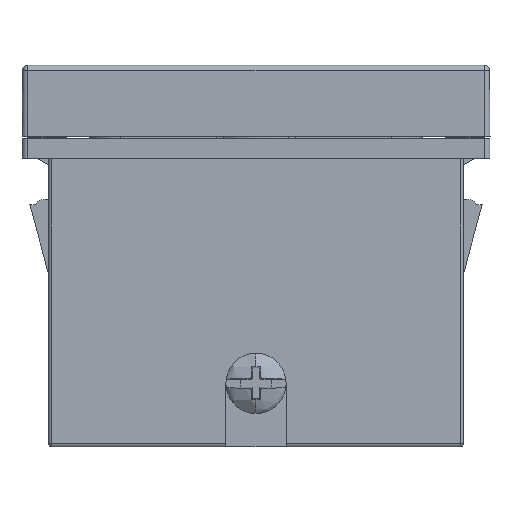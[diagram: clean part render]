
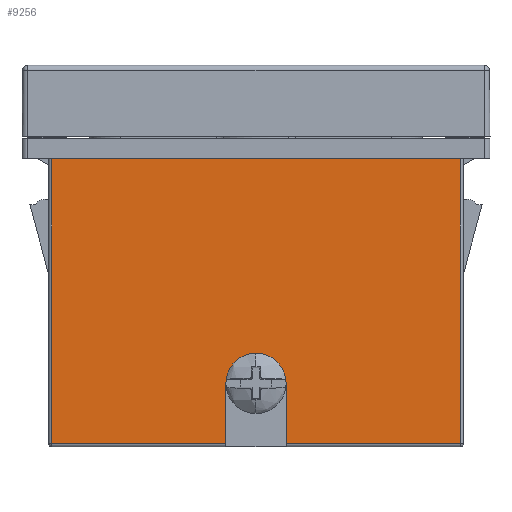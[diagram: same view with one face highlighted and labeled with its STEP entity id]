
A CAD part, left-side view. The second image highlights one B-rep face of the part: STEP entity #9256.
In plain terms, the highlighted planar face has unit normal (-1, 0, 0).
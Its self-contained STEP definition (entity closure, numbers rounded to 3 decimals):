
#214 = ORIENTED_EDGE ( 'NONE', *, *, #4030, .T. ) ;
#416 = CARTESIAN_POINT ( 'NONE',  ( -8.7, -19.95, -27.7 ) ) ;
#449 = DIRECTION ( 'NONE',  ( 1., 0., 0. ) ) ;
#489 = CARTESIAN_POINT ( 'NONE',  ( -8.7, -19.95, -27.7 ) ) ;
#577 = EDGE_CURVE ( 'NONE', #1489, #6044, #2651, .T. ) ;
#642 = CARTESIAN_POINT ( 'NONE',  ( -8.7, -19.65, -28. ) ) ;
#1085 = EDGE_CURVE ( 'NONE', #12923, #1425, #4783, .T. ) ;
#1334 = AXIS2_PLACEMENT_3D ( 'NONE', #10010, #12863, #11862 ) ;
#1425 = VERTEX_POINT ( 'NONE', #6191 ) ;
#1489 = VERTEX_POINT ( 'NONE', #11429 ) ;
#1587 = FACE_OUTER_BOUND ( 'NONE', #9505, .T. ) ;
#2152 = VERTEX_POINT ( 'NONE', #3135 ) ;
#2408 = DIRECTION ( 'NONE',  ( 0., 1., 0. ) ) ;
#2430 = ORIENTED_EDGE ( 'NONE', *, *, #5382, .T. ) ;
#2651 = CIRCLE ( 'NONE', #5215, 2.9 ) ;
#2751 = ORIENTED_EDGE ( 'NONE', *, *, #7329, .T. ) ;
#2804 = LINE ( 'NONE', #13263, #2822 ) ;
#2822 = VECTOR ( 'NONE', #11035, 1000. ) ;
#3077 = VECTOR ( 'NONE', #8671, 1000. ) ;
#3135 = CARTESIAN_POINT ( 'NONE',  ( -8.7, -2.9, -27.7 ) ) ;
#3371 = CARTESIAN_POINT ( 'NONE',  ( -8.7, -19.65, -27.7 ) ) ;
#4030 = EDGE_CURVE ( 'NONE', #4549, #7259, #2804, .T. ) ;
#4109 = CARTESIAN_POINT ( 'NONE',  ( -8.7, 19.65, -0.3 ) ) ;
#4114 = DIRECTION ( 'NONE',  ( 0., 1., 0. ) ) ;
#4251 = LINE ( 'NONE', #416, #5369 ) ;
#4549 = VERTEX_POINT ( 'NONE', #4109 ) ;
#4708 = CARTESIAN_POINT ( 'NONE',  ( -8.7, -19.95, -28. ) ) ;
#4718 = VERTEX_POINT ( 'NONE', #6379 ) ;
#4783 = LINE ( 'NONE', #642, #10292 ) ;
#5003 = VECTOR ( 'NONE', #2408, 1000. ) ;
#5215 = AXIS2_PLACEMENT_3D ( 'NONE', #10535, #9260, #4114 ) ;
#5369 = VECTOR ( 'NONE', #11515, 1000. ) ;
#5382 = EDGE_CURVE ( 'NONE', #4718, #1489, #11874, .T. ) ;
#5485 = ORIENTED_EDGE ( 'NONE', *, *, #12026, .T. ) ;
#5561 = LINE ( 'NONE', #489, #3077 ) ;
#5855 = DIRECTION ( 'NONE',  ( 0., 0., 1. ) ) ;
#5961 = EDGE_CURVE ( 'NONE', #6044, #2152, #6380, .T. ) ;
#6044 = VERTEX_POINT ( 'NONE', #8886 ) ;
#6191 = CARTESIAN_POINT ( 'NONE',  ( -8.7, -19.65, -0.3 ) ) ;
#6379 = CARTESIAN_POINT ( 'NONE',  ( -8.7, 2.9, -21.9 ) ) ;
#6380 = LINE ( 'NONE', #9497, #6871 ) ;
#6390 = ORIENTED_EDGE ( 'NONE', *, *, #7597, .T. ) ;
#6509 = CARTESIAN_POINT ( 'NONE',  ( -8.7, 19.65, -27.7 ) ) ;
#6716 = ORIENTED_EDGE ( 'NONE', *, *, #10187, .T. ) ;
#6871 = VECTOR ( 'NONE', #10504, 1000. ) ;
#7259 = VERTEX_POINT ( 'NONE', #6509 ) ;
#7329 = EDGE_CURVE ( 'NONE', #2152, #12923, #5561, .T. ) ;
#7597 = EDGE_CURVE ( 'NONE', #1425, #4549, #8378, .T. ) ;
#7687 = VERTEX_POINT ( 'NONE', #8519 ) ;
#8378 = LINE ( 'NONE', #9670, #5003 ) ;
#8519 = CARTESIAN_POINT ( 'NONE',  ( -8.7, 2.9, -27.7 ) ) ;
#8671 = DIRECTION ( 'NONE',  ( 0., -1., 0. ) ) ;
#8696 = DIRECTION ( 'NONE',  ( 0., 1., 0. ) ) ;
#8886 = CARTESIAN_POINT ( 'NONE',  ( -8.7, -2.9, -21.9 ) ) ;
#9256 = ADVANCED_FACE ( 'NONE', ( #1587 ), #11894, .F. ) ;
#9260 = DIRECTION ( 'NONE',  ( 1., 0., 0. ) ) ;
#9437 = ORIENTED_EDGE ( 'NONE', *, *, #5961, .T. ) ;
#9497 = CARTESIAN_POINT ( 'NONE',  ( -8.7, -2.9, -28. ) ) ;
#9505 = EDGE_LOOP ( 'NONE', ( #11898, #6390, #214, #5485, #6716, #2430, #12801, #9437, #2751 ) ) ;
#9519 = DIRECTION ( 'NONE',  ( 0., 0., 1. ) ) ;
#9670 = CARTESIAN_POINT ( 'NONE',  ( -8.7, -19.95, -0.3 ) ) ;
#10010 = CARTESIAN_POINT ( 'NONE',  ( -8.7, 0., -21.9 ) ) ;
#10187 = EDGE_CURVE ( 'NONE', #7687, #4718, #11699, .T. ) ;
#10292 = VECTOR ( 'NONE', #5855, 1000. ) ;
#10504 = DIRECTION ( 'NONE',  ( 0., 0., -1. ) ) ;
#10535 = CARTESIAN_POINT ( 'NONE',  ( -8.7, 0., -21.9 ) ) ;
#11035 = DIRECTION ( 'NONE',  ( 0., 0., -1. ) ) ;
#11360 = VECTOR ( 'NONE', #9519, 1000. ) ;
#11429 = CARTESIAN_POINT ( 'NONE',  ( -8.7, 0., -19. ) ) ;
#11515 = DIRECTION ( 'NONE',  ( 0., -1., 0. ) ) ;
#11699 = LINE ( 'NONE', #12439, #11360 ) ;
#11862 = DIRECTION ( 'NONE',  ( 0., 1., 0. ) ) ;
#11874 = CIRCLE ( 'NONE', #1334, 2.9 ) ;
#11894 = PLANE ( 'NONE',  #12192 ) ;
#11898 = ORIENTED_EDGE ( 'NONE', *, *, #1085, .T. ) ;
#12026 = EDGE_CURVE ( 'NONE', #7259, #7687, #4251, .T. ) ;
#12192 = AXIS2_PLACEMENT_3D ( 'NONE', #4708, #449, #8696 ) ;
#12439 = CARTESIAN_POINT ( 'NONE',  ( -8.7, 2.9, -28. ) ) ;
#12801 = ORIENTED_EDGE ( 'NONE', *, *, #577, .T. ) ;
#12863 = DIRECTION ( 'NONE',  ( 1., 0., 0. ) ) ;
#12923 = VERTEX_POINT ( 'NONE', #3371 ) ;
#13263 = CARTESIAN_POINT ( 'NONE',  ( -8.7, 19.65, -28. ) ) ;
